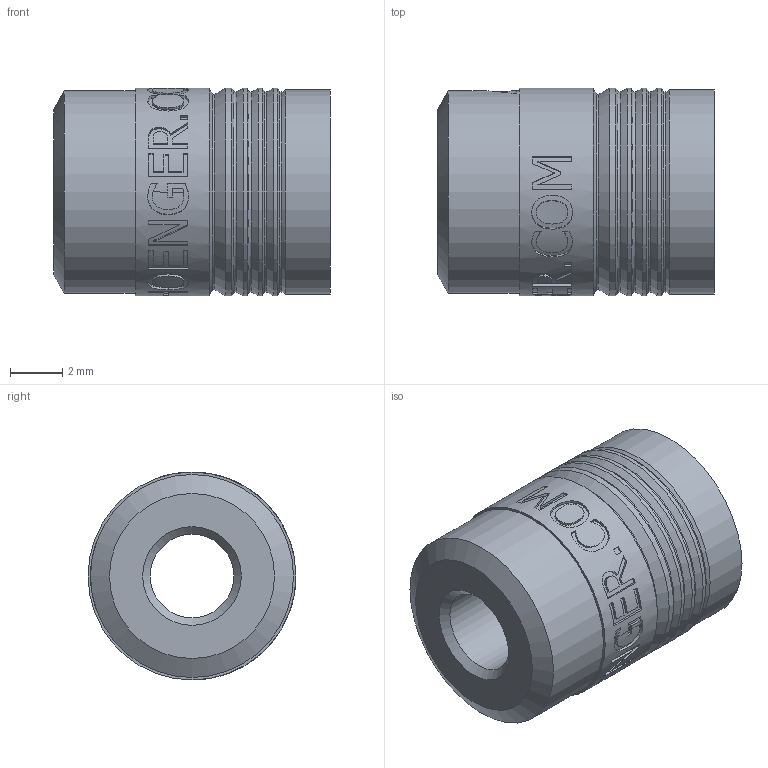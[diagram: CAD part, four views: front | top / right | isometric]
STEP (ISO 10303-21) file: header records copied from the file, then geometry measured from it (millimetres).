
FILE_DESCRIPTION(/* description */ ('Flex Check FR080_K400-XXX'),/* implementation_level */ '2;1');
FILE_NAME(/* name */ '395 010 002-FR080.stp',/* time_stamp */ '2017-05-31T17:27:29+02:00',/* author */ ('bruno.glinz'),/* organization */ ('Hoenger AG'),/* preprocessor_version */ 'ST-DEVELOPER v16.5',/* originating_system */ 'Autodesk Inventor 2017',/* authorisation */ '');
FILE_SCHEMA (('AUTOMOTIVE_DESIGN { 1 0 10303 214 3 1 1 }'));
Length unit declared in the file: millimetre
Products named in the file (1): 395 010 002-STEP
Bounding box: 10.62 x 7.97 x 7.97 mm (x, y, z)
Volume: 375.9 mm3; surface area: 487.9 mm2
Topology: 1 solids, 1 shells, 213 faces, 550 edges, 355 vertices
Faces by surface type: plane 86, bspline 80, cylinder 29, cone 13, torus 5
Full cylindrical faces by diameter (mm): 3.2 x1, 4.844 x1, 7.782 x1, 7.824 x1, 7.971 x5
Entity records: 8206 total; most frequent: CARTESIAN_POINT 3583, ORIENTED_EDGE 1034, DIRECTION 735, EDGE_CURVE 514, VERTEX_POINT 349, EDGE_LOOP 257, AXIS2_PLACEMENT_3D 249, LINE 237
